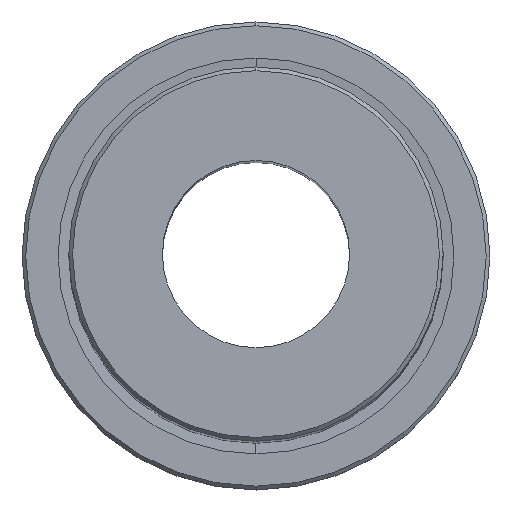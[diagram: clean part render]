
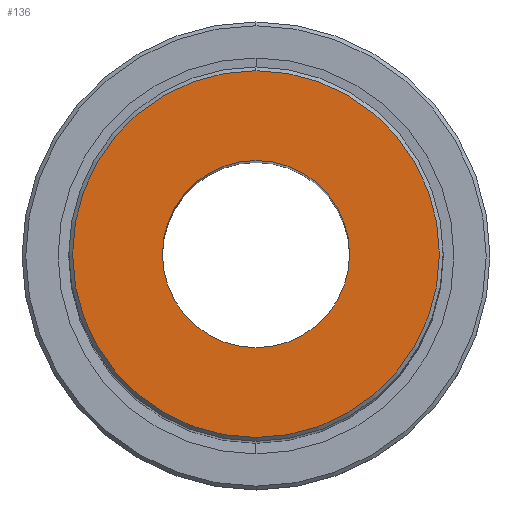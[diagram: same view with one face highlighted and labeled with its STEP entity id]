
A CAD part, top view. The second image highlights one B-rep face of the part: STEP entity #136.
In plain terms, the highlighted planar face has unit normal (0, 0, 1).
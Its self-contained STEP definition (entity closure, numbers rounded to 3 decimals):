
#136=ADVANCED_FACE('NONE',(#371,#372),#373,.T.);
#168=VERTEX_POINT('NONE',#410);
#170=EDGE_CURVE('NONE',#168,#280,#412,.T.);
#186=VERTEX_POINT('NONE',#429);
#208=VERTEX_POINT('NONE',#457);
#232=EDGE_CURVE('NONE',#186,#208,#485,.T.);
#264=EDGE_CURVE('NONE',#280,#168,#521,.T.);
#280=VERTEX_POINT('NONE',#538);
#298=EDGE_CURVE('NONE',#208,#186,#558,.T.);
#371=FACE_OUTER_BOUND('',#626,.T.);
#372=FACE_BOUND('',#627,.T.);
#373=PLANE('',#628);
#410=CARTESIAN_POINT('',(0.,5.,60.0));
#412=CIRCLE('',#677,5.);
#429=CARTESIAN_POINT('',(0.0,-9.8,60.0));
#457=CARTESIAN_POINT('',(0.,9.8,60.0));
#485=CIRCLE('',#764,9.8);
#521=CIRCLE('',#811,5.);
#538=CARTESIAN_POINT('',(0.0,-5.,60.0));
#558=CIRCLE('',#859,9.8);
#626=EDGE_LOOP('',(#942,#943));
#627=EDGE_LOOP('',(#944,#945));
#628=AXIS2_PLACEMENT_3D('',#946,#947,#948);
#677=AXIS2_PLACEMENT_3D('',#1001,#1002,#1003);
#764=AXIS2_PLACEMENT_3D('',#1105,#1106,#1107);
#811=AXIS2_PLACEMENT_3D('',#1160,#1161,#1162);
#859=AXIS2_PLACEMENT_3D('',#1207,#1208,#1209);
#942=ORIENTED_EDGE('',*,*,#232,.T.);
#943=ORIENTED_EDGE('',*,*,#298,.T.);
#944=ORIENTED_EDGE('',*,*,#264,.T.);
#945=ORIENTED_EDGE('',*,*,#170,.T.);
#946=CARTESIAN_POINT('',(-5.,0.0,60.0));
#947=DIRECTION('',(0.0,-0.0,1.0));
#948=DIRECTION('',(0.0,1.0,0.0));
#1001=CARTESIAN_POINT('',(0.0,0.0,60.0));
#1002=DIRECTION('',(0.0,0.0,-1.0));
#1003=DIRECTION('',(0.0,-1.0,0.0));
#1105=CARTESIAN_POINT('',(0.0,0.0,60.0));
#1106=DIRECTION('',(0.0,-0.0,1.0));
#1107=DIRECTION('',(0.0,1.0,0.0));
#1160=CARTESIAN_POINT('',(0.0,0.0,60.0));
#1161=DIRECTION('',(0.0,0.0,-1.0));
#1162=DIRECTION('',(0.0,-1.0,0.0));
#1207=CARTESIAN_POINT('',(0.0,0.0,60.0));
#1208=DIRECTION('',(0.0,-0.0,1.0));
#1209=DIRECTION('',(0.0,1.0,0.0));
